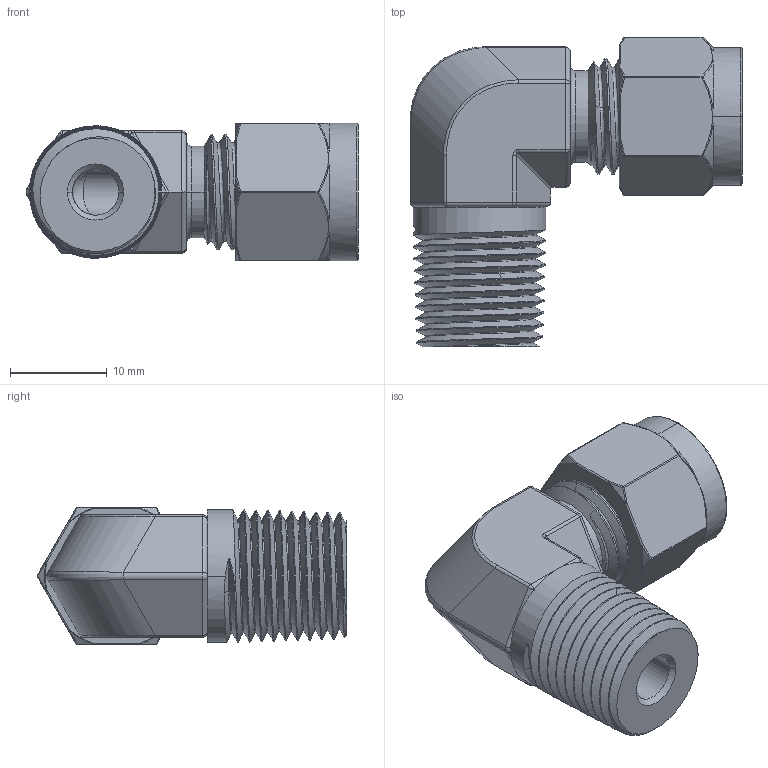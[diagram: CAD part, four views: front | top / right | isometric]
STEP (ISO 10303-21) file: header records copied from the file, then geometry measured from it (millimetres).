
FILE_DESCRIPTION((''),'2;1');
FILE_NAME('001_CLMA_MALE_ELBOW_MASTER_ASM','2025-06-26T15:05:41',('Administrator'),(''),'CREO PARAMETRIC BY PTC INC, 2020414','CREO PARAMETRIC BY PTC INC, 2020414','');
FILE_SCHEMA(('AUTOMOTIVE_DESIGN { 1 0 10303 214 1 1 1 1 }'));
Length unit declared in the file: millimetre
Products named in the file (5): DIN2353-TUBE; DIN2353_TUBE_NUT; BACK_FERRULE; FRONT_FERRULE; 001_CLMA_MALE_ELBOW_MASTER_ASM
Assembly tree (4 placements, depth 2):
  001_CLMA_MALE_ELBOW_MASTER_ASM
    DIN2353-TUBE
    DIN2353_TUBE_NUT
    BACK_FERRULE
    FRONT_FERRULE
Bounding box: 34.4 x 32.09 x 14.28 mm (x, y, z)
Volume: 5653.3 mm3; surface area: 5214.3 mm2
Topology: 4 solids, 4 shells, 283 faces, 669 edges, 437 vertices
Faces by surface type: cylinder 80, bspline 64, cone 49, torus 36, plane 30, sphere 24
Entity records: 27593 total; most frequent: CARTESIAN_POINT 20190, ORIENTED_EDGE 1278, DIRECTION 1162, EDGE_CURVE 639, AXIS2_PLACEMENT_3D 478, VERTEX_POINT 367, PRESENTATION_STYLE_ASSIGNMENT 345, STYLED_ITEM 345
